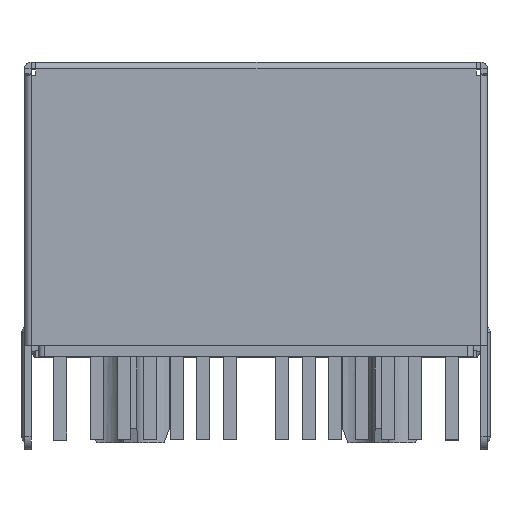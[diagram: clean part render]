
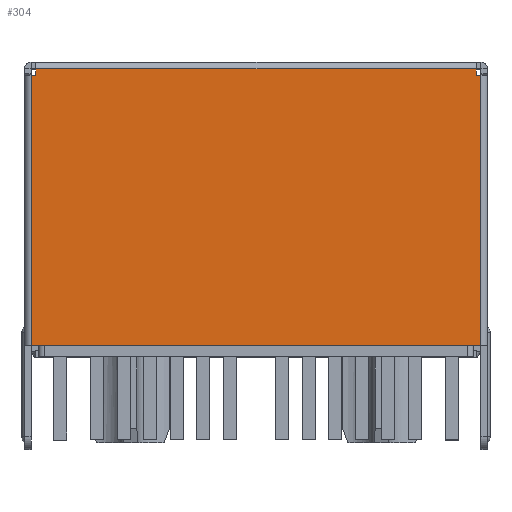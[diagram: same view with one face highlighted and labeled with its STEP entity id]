
A CAD part, top view. The second image highlights one B-rep face of the part: STEP entity #304.
In plain terms, the highlighted planar face has unit normal (0, 0, 1).
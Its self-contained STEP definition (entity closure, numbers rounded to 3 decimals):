
#43 = ORIENTED_EDGE ( 'NONE', *, *, #10332, .F. ) ;
#122 = ORIENTED_EDGE ( 'NONE', *, *, #11562, .T. ) ;
#304 = ADVANCED_FACE ( 'NONE', ( #12779 ), #18799, .F. ) ;
#326 = LINE ( 'NONE', #1382, #16831 ) ;
#1169 = VERTEX_POINT ( 'NONE', #4135 ) ;
#1227 = LINE ( 'NONE', #10999, #13168 ) ;
#1382 = CARTESIAN_POINT ( 'NONE',  ( 8.64, 0., 24.13 ) ) ;
#1504 = DIRECTION ( 'NONE',  ( 1., 0., 0. ) ) ;
#1759 = VECTOR ( 'NONE', #8145, 1000. ) ;
#1766 = CARTESIAN_POINT ( 'NONE',  ( 0., 5.4, 24.13 ) ) ;
#2157 = DIRECTION ( 'NONE',  ( 0., 1., 0. ) ) ;
#2631 = CARTESIAN_POINT ( 'NONE',  ( 8.463, 5.15, 24.13 ) ) ;
#2700 = DIRECTION ( 'NONE',  ( -1., 0., 0. ) ) ;
#2914 = ORIENTED_EDGE ( 'NONE', *, *, #17405, .T. ) ;
#3002 = VERTEX_POINT ( 'NONE', #18829 ) ;
#3072 = DIRECTION ( 'NONE',  ( 0., 1., 0. ) ) ;
#4135 = CARTESIAN_POINT ( 'NONE',  ( -8.463, 5.15, 24.13 ) ) ;
#4293 = LINE ( 'NONE', #12645, #1759 ) ;
#4520 = LINE ( 'NONE', #12936, #7280 ) ;
#4718 = ORIENTED_EDGE ( 'NONE', *, *, #10577, .T. ) ;
#5160 = LINE ( 'NONE', #2631, #6530 ) ;
#5227 = CARTESIAN_POINT ( 'NONE',  ( 8.64, -5.223, 24.13 ) ) ;
#5428 = EDGE_CURVE ( 'NONE', #11895, #17877, #11512, .T. ) ;
#6530 = VECTOR ( 'NONE', #2700, 1000. ) ;
#6696 = EDGE_LOOP ( 'NONE', ( #18645, #2914, #122, #11456, #7295, #4718, #43, #10105 ) ) ;
#7047 = VECTOR ( 'NONE', #2157, 1000. ) ;
#7280 = VECTOR ( 'NONE', #3072, 1000. ) ;
#7295 = ORIENTED_EDGE ( 'NONE', *, *, #17920, .T. ) ;
#7710 = CARTESIAN_POINT ( 'NONE',  ( 8.463, 5.4, 24.13 ) ) ;
#8145 = DIRECTION ( 'NONE',  ( -1., 0., 0. ) ) ;
#8873 = CARTESIAN_POINT ( 'NONE',  ( 8.463, 5.15, 24.13 ) ) ;
#10002 = CARTESIAN_POINT ( 'NONE',  ( 0., 0., 24.13 ) ) ;
#10105 = ORIENTED_EDGE ( 'NONE', *, *, #5428, .T. ) ;
#10332 = EDGE_CURVE ( 'NONE', #11895, #11563, #4520, .T. ) ;
#10577 = EDGE_CURVE ( 'NONE', #1169, #11563, #4293, .T. ) ;
#10748 = LINE ( 'NONE', #1766, #16921 ) ;
#10999 = CARTESIAN_POINT ( 'NONE',  ( -8.463, 0., 24.13 ) ) ;
#11434 = EDGE_CURVE ( 'NONE', #16070, #17828, #10748, .T. ) ;
#11456 = ORIENTED_EDGE ( 'NONE', *, *, #11434, .T. ) ;
#11512 = LINE ( 'NONE', #11583, #14942 ) ;
#11562 = EDGE_CURVE ( 'NONE', #15860, #16070, #16218, .T. ) ;
#11563 = VERTEX_POINT ( 'NONE', #14079 ) ;
#11583 = CARTESIAN_POINT ( 'NONE',  ( 0., -5.223, 24.13 ) ) ;
#11631 = DIRECTION ( 'NONE',  ( 0., 1., 0. ) ) ;
#11648 = DIRECTION ( 'NONE',  ( 0., -1., 0. ) ) ;
#11895 = VERTEX_POINT ( 'NONE', #13098 ) ;
#12645 = CARTESIAN_POINT ( 'NONE',  ( -8.463, 5.15, 24.13 ) ) ;
#12779 = FACE_OUTER_BOUND ( 'NONE', #6696, .T. ) ;
#12936 = CARTESIAN_POINT ( 'NONE',  ( -8.64, 0., 24.13 ) ) ;
#13079 = DIRECTION ( 'NONE',  ( 0., 0., -1. ) ) ;
#13098 = CARTESIAN_POINT ( 'NONE',  ( -8.64, -5.223, 24.13 ) ) ;
#13168 = VECTOR ( 'NONE', #15619, 1000. ) ;
#13759 = EDGE_CURVE ( 'NONE', #3002, #17877, #326, .T. ) ;
#14079 = CARTESIAN_POINT ( 'NONE',  ( -8.64, 5.15, 24.13 ) ) ;
#14942 = VECTOR ( 'NONE', #1504, 1000. ) ;
#15619 = DIRECTION ( 'NONE',  ( 0., -1., 0. ) ) ;
#15860 = VERTEX_POINT ( 'NONE', #8873 ) ;
#16070 = VERTEX_POINT ( 'NONE', #7710 ) ;
#16218 = LINE ( 'NONE', #18554, #7047 ) ;
#16249 = DIRECTION ( 'NONE',  ( -1., 0., 0. ) ) ;
#16563 = CARTESIAN_POINT ( 'NONE',  ( -8.463, 5.4, 24.13 ) ) ;
#16831 = VECTOR ( 'NONE', #11648, 1000. ) ;
#16921 = VECTOR ( 'NONE', #16249, 1000. ) ;
#17405 = EDGE_CURVE ( 'NONE', #3002, #15860, #5160, .T. ) ;
#17678 = AXIS2_PLACEMENT_3D ( 'NONE', #10002, #13079, #11631 ) ;
#17828 = VERTEX_POINT ( 'NONE', #16563 ) ;
#17877 = VERTEX_POINT ( 'NONE', #5227 ) ;
#17920 = EDGE_CURVE ( 'NONE', #17828, #1169, #1227, .T. ) ;
#18554 = CARTESIAN_POINT ( 'NONE',  ( 8.463, 0., 24.13 ) ) ;
#18645 = ORIENTED_EDGE ( 'NONE', *, *, #13759, .F. ) ;
#18799 = PLANE ( 'NONE',  #17678 ) ;
#18829 = CARTESIAN_POINT ( 'NONE',  ( 8.64, 5.15, 24.13 ) ) ;
